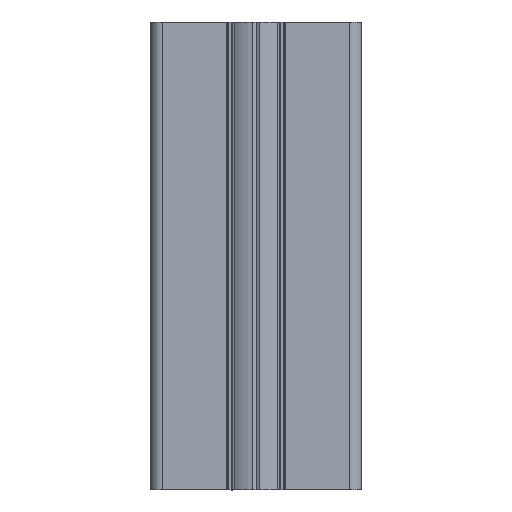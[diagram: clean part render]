
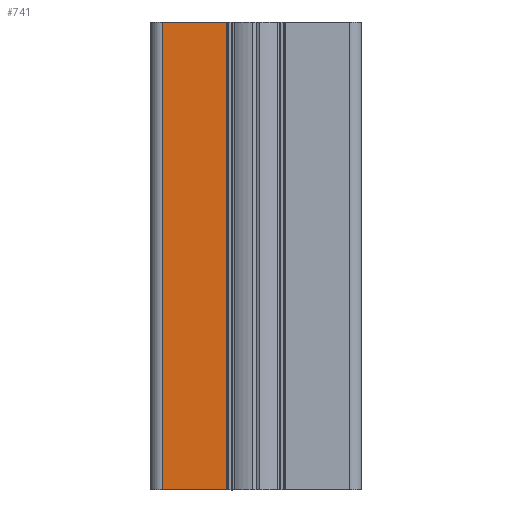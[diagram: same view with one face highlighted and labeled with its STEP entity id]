
A CAD part, front view. The second image highlights one B-rep face of the part: STEP entity #741.
In plain terms, the highlighted planar face has unit normal (0, -1, 0).
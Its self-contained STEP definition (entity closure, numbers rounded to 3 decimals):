
#247 = VECTOR ( 'NONE', #12376, 1000. ) ;
#259 = LINE ( 'NONE', #13576, #247 ) ;
#527 = AXIS2_PLACEMENT_3D ( 'NONE', #5035, #4909, #4882 ) ;
#619 = VECTOR ( 'NONE', #14848, 1000. ) ;
#636 = LINE ( 'NONE', #15224, #619 ) ;
#741 = ADVANCED_FACE ( 'NONE', ( #8699 ), #4980, .F. ) ;
#863 = VERTEX_POINT ( 'NONE', #3610 ) ;
#867 = VERTEX_POINT ( 'NONE', #3459 ) ;
#1802 = VECTOR ( 'NONE', #6472, 1000. ) ;
#1953 = LINE ( 'NONE', #3342, #1802 ) ;
#3342 = CARTESIAN_POINT ( 'NONE',  ( 6923.444, 2196.458, 100. ) ) ;
#3459 = CARTESIAN_POINT ( 'NONE',  ( 6923.444, 2196.458, 0. ) ) ;
#3610 = CARTESIAN_POINT ( 'NONE',  ( 6923.444, 2196.458, 100. ) ) ;
#3991 = VERTEX_POINT ( 'NONE', #12699 ) ;
#4734 = EDGE_CURVE ( 'NONE', #867, #863, #1953, .T. ) ;
#4882 = DIRECTION ( 'NONE',  ( -1., 0., 0. ) ) ;
#4909 = DIRECTION ( 'NONE',  ( 0., 1., 0. ) ) ;
#4948 = EDGE_CURVE ( 'NONE', #863, #3991, #636, .T. ) ;
#4980 = PLANE ( 'NONE',  #527 ) ;
#5012 = EDGE_CURVE ( 'NONE', #867, #14065, #259, .T. ) ;
#5035 = CARTESIAN_POINT ( 'NONE',  ( 6937.142, 2196.458, 100. ) ) ;
#5659 = EDGE_LOOP ( 'NONE', ( #12945, #13763, #9467, #13310 ) ) ;
#6103 = VECTOR ( 'NONE', #12732, 1000. ) ;
#6472 = DIRECTION ( 'NONE',  ( 0., 0., 1. ) ) ;
#8699 = FACE_OUTER_BOUND ( 'NONE', #5659, .T. ) ;
#9467 = ORIENTED_EDGE ( 'NONE', *, *, #4734, .F. ) ;
#10859 = EDGE_CURVE ( 'NONE', #3991, #14065, #11471, .T. ) ;
#11470 = CARTESIAN_POINT ( 'NONE',  ( 6937.142, 2196.458, 100. ) ) ;
#11471 = LINE ( 'NONE', #11470, #6103 ) ;
#12376 = DIRECTION ( 'NONE',  ( 1., 0., 0. ) ) ;
#12699 = CARTESIAN_POINT ( 'NONE',  ( 6937.142, 2196.458, 100. ) ) ;
#12732 = DIRECTION ( 'NONE',  ( 0., 0., -1. ) ) ;
#12945 = ORIENTED_EDGE ( 'NONE', *, *, #10859, .F. ) ;
#13310 = ORIENTED_EDGE ( 'NONE', *, *, #5012, .T. ) ;
#13576 = CARTESIAN_POINT ( 'NONE',  ( 6937.142, 2196.458, 0. ) ) ;
#13763 = ORIENTED_EDGE ( 'NONE', *, *, #4948, .F. ) ;
#14065 = VERTEX_POINT ( 'NONE', #14952 ) ;
#14848 = DIRECTION ( 'NONE',  ( 1., 0., 0. ) ) ;
#14952 = CARTESIAN_POINT ( 'NONE',  ( 6937.142, 2196.458, 0. ) ) ;
#15224 = CARTESIAN_POINT ( 'NONE',  ( 6949.747, 2196.458, 100. ) ) ;
